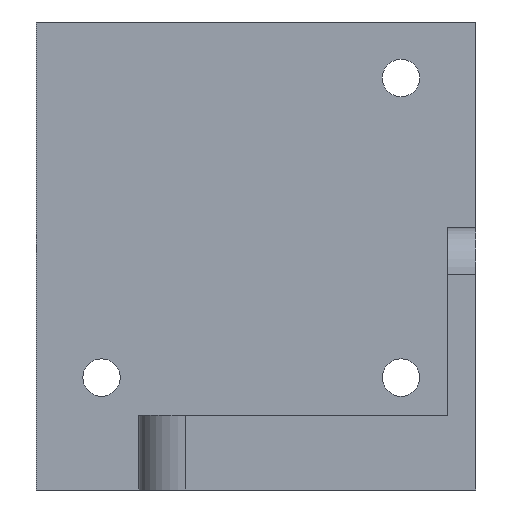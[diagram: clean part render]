
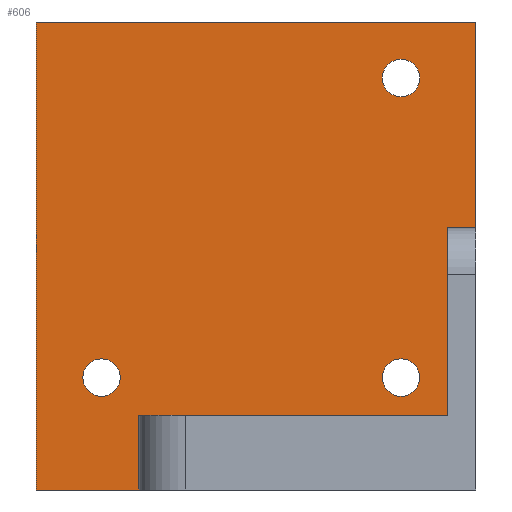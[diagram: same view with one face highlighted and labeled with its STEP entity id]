
A CAD part, left-side view. The second image highlights one B-rep face of the part: STEP entity #606.
In plain terms, the highlighted planar face has unit normal (-1, 0, 0).
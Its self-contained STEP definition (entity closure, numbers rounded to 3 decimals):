
#27 = CARTESIAN_POINT ( 'NONE',  ( 60., 0., -47.381 ) ) ;
#31 = CARTESIAN_POINT ( 'NONE',  ( 60., 8., 42.012 ) ) ;
#32 = VERTEX_POINT ( 'NONE', #306 ) ;
#33 = FACE_OUTER_BOUND ( 'NONE', #50, .T. ) ;
#50 = EDGE_LOOP ( 'NONE', ( #446, #1247, #1160, #67, #193, #1340 ) ) ;
#58 = CARTESIAN_POINT ( 'NONE',  ( 60., 36., 0. ) ) ;
#67 = ORIENTED_EDGE ( 'NONE', *, *, #825, .F. ) ;
#70 = DIRECTION ( 'NONE',  ( -1., 0., 0. ) ) ;
#97 = CIRCLE ( 'NONE', #620, 2. ) ;
#107 = LINE ( 'NONE', #764, #1409 ) ;
#114 = DIRECTION ( 'NONE',  ( 0., 0., -1. ) ) ;
#116 = CIRCLE ( 'NONE', #1085, 2. ) ;
#132 = LINE ( 'NONE', #494, #399 ) ;
#180 = EDGE_CURVE ( 'NONE', #241, #1086, #963, .T. ) ;
#181 = CIRCLE ( 'NONE', #1141, 2. ) ;
#193 = ORIENTED_EDGE ( 'NONE', *, *, #495, .F. ) ;
#194 = FACE_BOUND ( 'NONE', #640, .T. ) ;
#196 = CARTESIAN_POINT ( 'NONE',  ( 60., 47., 0. ) ) ;
#241 = VERTEX_POINT ( 'NONE', #196 ) ;
#247 = CARTESIAN_POINT ( 'NONE',  ( 60., 40., 10.012 ) ) ;
#263 = DIRECTION ( 'NONE',  ( 0., 0., 1. ) ) ;
#268 = ORIENTED_EDGE ( 'NONE', *, *, #1654, .F. ) ;
#278 = LINE ( 'NONE', #806, #328 ) ;
#297 = EDGE_CURVE ( 'NONE', #827, #387, #1283, .T. ) ;
#306 = CARTESIAN_POINT ( 'NONE',  ( 60., 47., 50. ) ) ;
#318 = DIRECTION ( 'NONE',  ( 0., 0., 1. ) ) ;
#328 = VECTOR ( 'NONE', #1465, 1000. ) ;
#360 = EDGE_LOOP ( 'NONE', ( #1335, #1488 ) ) ;
#387 = VERTEX_POINT ( 'NONE', #590 ) ;
#399 = VECTOR ( 'NONE', #1031, 1000. ) ;
#436 = DIRECTION ( 'NONE',  ( 0., 0., 1. ) ) ;
#443 = DIRECTION ( 'NONE',  ( -1., 0., 0. ) ) ;
#446 = ORIENTED_EDGE ( 'NONE', *, *, #1672, .F. ) ;
#452 = DIRECTION ( 'NONE',  ( 0., 0., 1. ) ) ;
#456 = CARTESIAN_POINT ( 'NONE',  ( 60., 8., 46.012 ) ) ;
#493 = CARTESIAN_POINT ( 'NONE',  ( 60., 40., 12.012 ) ) ;
#494 = CARTESIAN_POINT ( 'NONE',  ( 60., 0., 8. ) ) ;
#495 = EDGE_CURVE ( 'NONE', #241, #32, #278, .T. ) ;
#564 = LINE ( 'NONE', #27, #752 ) ;
#587 = PLANE ( 'NONE',  #763 ) ;
#590 = CARTESIAN_POINT ( 'NONE',  ( 60., 40., 14.012 ) ) ;
#603 = VECTOR ( 'NONE', #1344, 1000. ) ;
#606 = ADVANCED_FACE ( 'NONE', ( #194, #694, #1212, #33 ), #587, .T. ) ;
#620 = AXIS2_PLACEMENT_3D ( 'NONE', #1371, #1592, #1471 ) ;
#640 = EDGE_LOOP ( 'NONE', ( #800, #1000 ) ) ;
#657 = EDGE_CURVE ( 'NONE', #1468, #1550, #116, .T. ) ;
#658 = DIRECTION ( 'NONE',  ( 0., -1., 0. ) ) ;
#668 = EDGE_CURVE ( 'NONE', #1550, #1468, #1635, .T. ) ;
#684 = CARTESIAN_POINT ( 'NONE',  ( 60., 8., 14.012 ) ) ;
#694 = FACE_BOUND ( 'NONE', #360, .T. ) ;
#719 = DIRECTION ( 'NONE',  ( -1., 0., 0. ) ) ;
#752 = VECTOR ( 'NONE', #318, 1000. ) ;
#761 = VERTEX_POINT ( 'NONE', #1158 ) ;
#763 = AXIS2_PLACEMENT_3D ( 'NONE', #1243, #1222, #436 ) ;
#764 = CARTESIAN_POINT ( 'NONE',  ( 60., 0., 50. ) ) ;
#767 = AXIS2_PLACEMENT_3D ( 'NONE', #1009, #1655, #1670 ) ;
#800 = ORIENTED_EDGE ( 'NONE', *, *, #1218, .F. ) ;
#806 = CARTESIAN_POINT ( 'NONE',  ( 60., 47., -47.381 ) ) ;
#825 = EDGE_CURVE ( 'NONE', #32, #838, #107, .T. ) ;
#827 = VERTEX_POINT ( 'NONE', #247 ) ;
#838 = VERTEX_POINT ( 'NONE', #1185 ) ;
#857 = CARTESIAN_POINT ( 'NONE',  ( 60., 8., 10.012 ) ) ;
#903 = LINE ( 'NONE', #1172, #1581 ) ;
#963 = LINE ( 'NONE', #1208, #603 ) ;
#976 = DIRECTION ( 'NONE',  ( 0., 0., 1. ) ) ;
#1000 = ORIENTED_EDGE ( 'NONE', *, *, #1404, .F. ) ;
#1009 = CARTESIAN_POINT ( 'NONE',  ( 60., 8., 44.012 ) ) ;
#1026 = VERTEX_POINT ( 'NONE', #31 ) ;
#1031 = DIRECTION ( 'NONE',  ( 0., 1., 0. ) ) ;
#1085 = AXIS2_PLACEMENT_3D ( 'NONE', #1102, #443, #976 ) ;
#1086 = VERTEX_POINT ( 'NONE', #58 ) ;
#1102 = CARTESIAN_POINT ( 'NONE',  ( 60., 8., 12.012 ) ) ;
#1141 = AXIS2_PLACEMENT_3D ( 'NONE', #1398, #1189, #263 ) ;
#1145 = VERTEX_POINT ( 'NONE', #1280 ) ;
#1158 = CARTESIAN_POINT ( 'NONE',  ( 60., 36., 8. ) ) ;
#1160 = ORIENTED_EDGE ( 'NONE', *, *, #1507, .T. ) ;
#1172 = CARTESIAN_POINT ( 'NONE',  ( 60., 36., 8. ) ) ;
#1185 = CARTESIAN_POINT ( 'NONE',  ( 60., 0., 50. ) ) ;
#1189 = DIRECTION ( 'NONE',  ( -1., 0., 0. ) ) ;
#1208 = CARTESIAN_POINT ( 'NONE',  ( 60., 0., 0. ) ) ;
#1212 = FACE_BOUND ( 'NONE', #1287, .T. ) ;
#1218 = EDGE_CURVE ( 'NONE', #1604, #1026, #1322, .T. ) ;
#1222 = DIRECTION ( 'NONE',  ( -1., 0., 0. ) ) ;
#1243 = CARTESIAN_POINT ( 'NONE',  ( 60., 0., -47.381 ) ) ;
#1247 = ORIENTED_EDGE ( 'NONE', *, *, #1662, .F. ) ;
#1253 = AXIS2_PLACEMENT_3D ( 'NONE', #1632, #719, #452 ) ;
#1278 = AXIS2_PLACEMENT_3D ( 'NONE', #493, #70, #1540 ) ;
#1280 = CARTESIAN_POINT ( 'NONE',  ( 60., 0., 8. ) ) ;
#1283 = CIRCLE ( 'NONE', #1278, 2. ) ;
#1287 = EDGE_LOOP ( 'NONE', ( #268, #1689 ) ) ;
#1322 = CIRCLE ( 'NONE', #767, 2. ) ;
#1335 = ORIENTED_EDGE ( 'NONE', *, *, #657, .F. ) ;
#1340 = ORIENTED_EDGE ( 'NONE', *, *, #180, .T. ) ;
#1344 = DIRECTION ( 'NONE',  ( 0., -1., 0. ) ) ;
#1371 = CARTESIAN_POINT ( 'NONE',  ( 60., 8., 44.012 ) ) ;
#1398 = CARTESIAN_POINT ( 'NONE',  ( 60., 40., 12.012 ) ) ;
#1404 = EDGE_CURVE ( 'NONE', #1026, #1604, #97, .T. ) ;
#1409 = VECTOR ( 'NONE', #658, 1000. ) ;
#1465 = DIRECTION ( 'NONE',  ( 0., 0., 1. ) ) ;
#1468 = VERTEX_POINT ( 'NONE', #684 ) ;
#1471 = DIRECTION ( 'NONE',  ( 0., 0., 1. ) ) ;
#1488 = ORIENTED_EDGE ( 'NONE', *, *, #668, .F. ) ;
#1507 = EDGE_CURVE ( 'NONE', #1145, #838, #564, .T. ) ;
#1540 = DIRECTION ( 'NONE',  ( 0., 0., 1. ) ) ;
#1550 = VERTEX_POINT ( 'NONE', #857 ) ;
#1581 = VECTOR ( 'NONE', #114, 1000. ) ;
#1592 = DIRECTION ( 'NONE',  ( -1., 0., 0. ) ) ;
#1604 = VERTEX_POINT ( 'NONE', #456 ) ;
#1632 = CARTESIAN_POINT ( 'NONE',  ( 60., 8., 12.012 ) ) ;
#1635 = CIRCLE ( 'NONE', #1253, 2. ) ;
#1654 = EDGE_CURVE ( 'NONE', #387, #827, #181, .T. ) ;
#1655 = DIRECTION ( 'NONE',  ( -1., 0., 0. ) ) ;
#1662 = EDGE_CURVE ( 'NONE', #1145, #761, #132, .T. ) ;
#1670 = DIRECTION ( 'NONE',  ( 0., 0., 1. ) ) ;
#1672 = EDGE_CURVE ( 'NONE', #761, #1086, #903, .T. ) ;
#1689 = ORIENTED_EDGE ( 'NONE', *, *, #297, .F. ) ;
